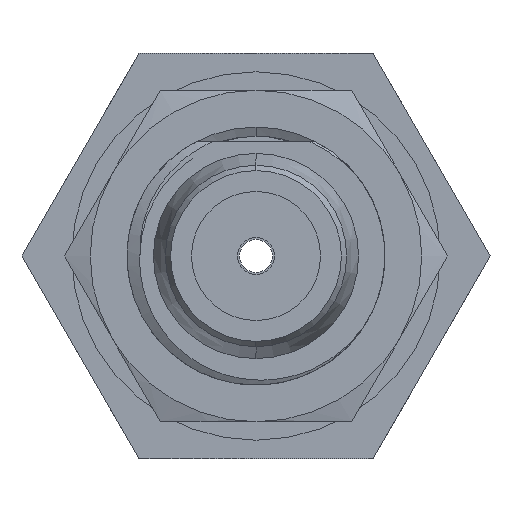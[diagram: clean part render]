
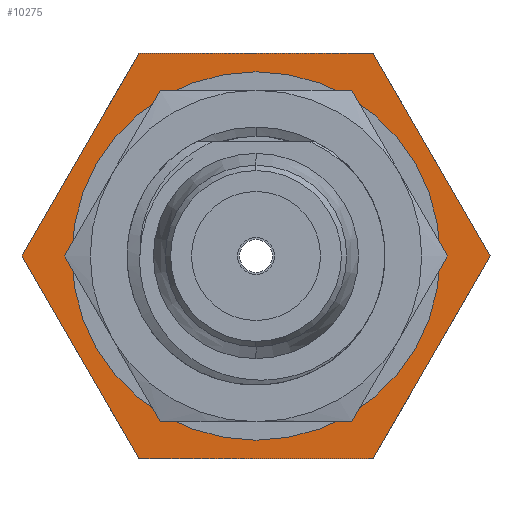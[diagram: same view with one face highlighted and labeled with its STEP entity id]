
A CAD part, left-side view. The second image highlights one B-rep face of the part: STEP entity #10275.
In plain terms, the highlighted planar face has unit normal (-1, 0, 0).
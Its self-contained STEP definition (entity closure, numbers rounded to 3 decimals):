
#231 = CIRCLE ( 'NONE', #7955, 4.05 ) ;
#244 = CARTESIAN_POINT ( 'NONE',  ( 15., 3.175, 5.5 ) ) ;
#288 = LINE ( 'NONE', #627, #2807 ) ;
#421 = EDGE_CURVE ( 'NONE', #6744, #706, #231, .T. ) ;
#627 = CARTESIAN_POINT ( 'NONE',  ( 15., 3.175, -5.5 ) ) ;
#706 = VERTEX_POINT ( 'NONE', #3042 ) ;
#769 = EDGE_CURVE ( 'NONE', #3694, #10716, #9896, .T. ) ;
#1014 = AXIS2_PLACEMENT_3D ( 'NONE', #3779, #6481, #5507 ) ;
#1308 = ORIENTED_EDGE ( 'NONE', *, *, #8495, .F. ) ;
#1446 = LINE ( 'NONE', #4962, #5960 ) ;
#1461 = CARTESIAN_POINT ( 'NONE',  ( 15., -3.175, 5.5 ) ) ;
#1537 = EDGE_CURVE ( 'NONE', #8193, #10685, #288, .T. ) ;
#1673 = CARTESIAN_POINT ( 'NONE',  ( 15., -6.351, 0. ) ) ;
#1752 = EDGE_CURVE ( 'NONE', #9516, #2378, #8122, .T. ) ;
#1755 = AXIS2_PLACEMENT_3D ( 'NONE', #10238, #6779, #2340 ) ;
#1997 = CARTESIAN_POINT ( 'NONE',  ( 15., -6.351, 0. ) ) ;
#2171 = DIRECTION ( 'NONE',  ( -1., 0., 0. ) ) ;
#2340 = DIRECTION ( 'NONE',  ( 0., 0., 1. ) ) ;
#2378 = VERTEX_POINT ( 'NONE', #3559 ) ;
#2630 = EDGE_CURVE ( 'NONE', #10685, #3694, #2715, .T. ) ;
#2715 = LINE ( 'NONE', #10827, #7597 ) ;
#2807 = VECTOR ( 'NONE', #5746, 1000. ) ;
#3017 = DIRECTION ( 'NONE',  ( 0., 1., 0. ) ) ;
#3042 = CARTESIAN_POINT ( 'NONE',  ( 15., 0., 4.05 ) ) ;
#3241 = EDGE_CURVE ( 'NONE', #2378, #8193, #1446, .T. ) ;
#3551 = ORIENTED_EDGE ( 'NONE', *, *, #3241, .T. ) ;
#3559 = CARTESIAN_POINT ( 'NONE',  ( 15., 6.351, 0. ) ) ;
#3680 = ORIENTED_EDGE ( 'NONE', *, *, #421, .F. ) ;
#3693 = DIRECTION ( 'NONE',  ( 0., -0.5, 0.866 ) ) ;
#3694 = VERTEX_POINT ( 'NONE', #1673 ) ;
#3779 = CARTESIAN_POINT ( 'NONE',  ( 15., 7.5, 0. ) ) ;
#3835 = FACE_OUTER_BOUND ( 'NONE', #6719, .T. ) ;
#4006 = LINE ( 'NONE', #1461, #7433 ) ;
#4609 = CARTESIAN_POINT ( 'NONE',  ( 15., 3.175, 5.5 ) ) ;
#4962 = CARTESIAN_POINT ( 'NONE',  ( 15., 6.351, 0. ) ) ;
#5019 = VECTOR ( 'NONE', #5821, 1000. ) ;
#5174 = EDGE_CURVE ( 'NONE', #10716, #9516, #4006, .T. ) ;
#5248 = ORIENTED_EDGE ( 'NONE', *, *, #1537, .T. ) ;
#5507 = DIRECTION ( 'NONE',  ( 0., 0., -1. ) ) ;
#5690 = DIRECTION ( 'NONE',  ( 0., 0., 1. ) ) ;
#5709 = DIRECTION ( 'NONE',  ( 0., 0.5, -0.866 ) ) ;
#5746 = DIRECTION ( 'NONE',  ( 0., -1., 0. ) ) ;
#5812 = ORIENTED_EDGE ( 'NONE', *, *, #769, .T. ) ;
#5821 = DIRECTION ( 'NONE',  ( 0., 0.5, 0.866 ) ) ;
#5960 = VECTOR ( 'NONE', #8473, 1000. ) ;
#6161 = ORIENTED_EDGE ( 'NONE', *, *, #2630, .T. ) ;
#6173 = CIRCLE ( 'NONE', #1755, 4.05 ) ;
#6481 = DIRECTION ( 'NONE',  ( 1., 0., 0. ) ) ;
#6719 = EDGE_LOOP ( 'NONE', ( #9046, #3551, #5248, #6161, #5812, #10368 ) ) ;
#6744 = VERTEX_POINT ( 'NONE', #9383 ) ;
#6779 = DIRECTION ( 'NONE',  ( -1., 0., 0. ) ) ;
#7047 = VECTOR ( 'NONE', #5709, 1000. ) ;
#7343 = CARTESIAN_POINT ( 'NONE',  ( 15., -3.175, -5.5 ) ) ;
#7400 = PLANE ( 'NONE',  #1014 ) ;
#7433 = VECTOR ( 'NONE', #3017, 1000. ) ;
#7597 = VECTOR ( 'NONE', #3693, 1000. ) ;
#7955 = AXIS2_PLACEMENT_3D ( 'NONE', #11092, #2171, #5690 ) ;
#8122 = LINE ( 'NONE', #244, #7047 ) ;
#8193 = VERTEX_POINT ( 'NONE', #11306 ) ;
#8473 = DIRECTION ( 'NONE',  ( 0., -0.5, -0.866 ) ) ;
#8495 = EDGE_CURVE ( 'NONE', #706, #6744, #6173, .T. ) ;
#9046 = ORIENTED_EDGE ( 'NONE', *, *, #1752, .T. ) ;
#9383 = CARTESIAN_POINT ( 'NONE',  ( 15., 0., -4.05 ) ) ;
#9516 = VERTEX_POINT ( 'NONE', #4609 ) ;
#9896 = LINE ( 'NONE', #1997, #5019 ) ;
#9995 = FACE_BOUND ( 'NONE', #10090, .T. ) ;
#10090 = EDGE_LOOP ( 'NONE', ( #1308, #3680 ) ) ;
#10111 = CARTESIAN_POINT ( 'NONE',  ( 15., -3.175, 5.5 ) ) ;
#10238 = CARTESIAN_POINT ( 'NONE',  ( 15., 0., 0. ) ) ;
#10275 = ADVANCED_FACE ( 'NONE', ( #9995, #3835 ), #7400, .F. ) ;
#10368 = ORIENTED_EDGE ( 'NONE', *, *, #5174, .T. ) ;
#10685 = VERTEX_POINT ( 'NONE', #7343 ) ;
#10716 = VERTEX_POINT ( 'NONE', #10111 ) ;
#10827 = CARTESIAN_POINT ( 'NONE',  ( 15., -3.175, -5.5 ) ) ;
#11092 = CARTESIAN_POINT ( 'NONE',  ( 15., 0., 0. ) ) ;
#11306 = CARTESIAN_POINT ( 'NONE',  ( 15., 3.175, -5.5 ) ) ;
